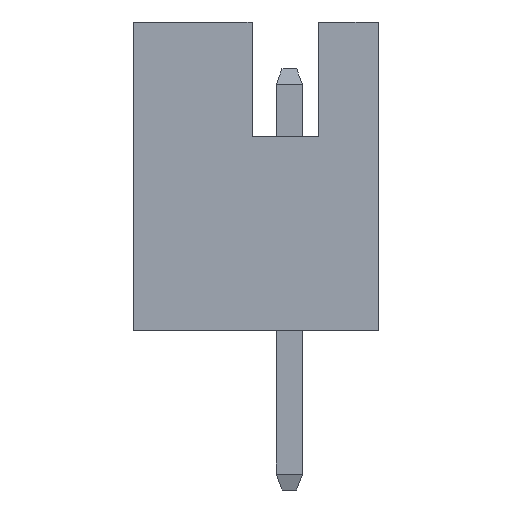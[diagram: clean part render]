
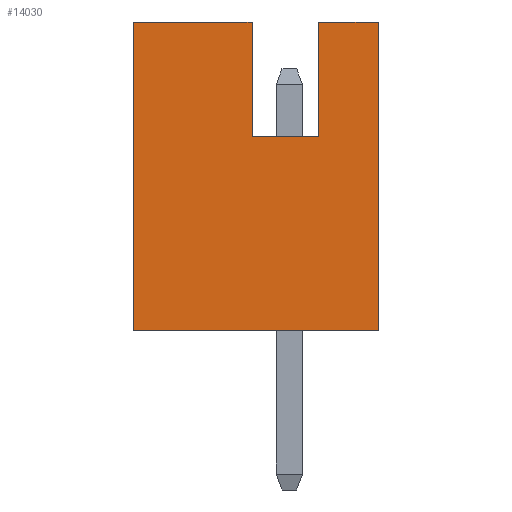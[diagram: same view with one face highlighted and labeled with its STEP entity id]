
A CAD part, left-side view. The second image highlights one B-rep face of the part: STEP entity #14030.
In plain terms, the highlighted planar face has unit normal (-1, 0, 0).
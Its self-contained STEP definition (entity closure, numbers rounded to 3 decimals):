
#837=ORIENTED_EDGE('',*,*,#3607,.T.);
#838=ORIENTED_EDGE('',*,*,#3608,.T.);
#839=ORIENTED_EDGE('',*,*,#3609,.T.);
#840=ORIENTED_EDGE('',*,*,#3436,.T.);
#841=ORIENTED_EDGE('',*,*,#3345,.F.);
#842=ORIENTED_EDGE('',*,*,#3256,.F.);
#843=ORIENTED_EDGE('',*,*,#3240,.T.);
#844=ORIENTED_EDGE('',*,*,#3610,.T.);
#3240=EDGE_CURVE('',#4682,#4681,#5580,.T.);
#3256=EDGE_CURVE('',#4682,#4694,#5596,.T.);
#3345=EDGE_CURVE('',#4694,#4779,#5685,.T.);
#3436=EDGE_CURVE('',#4804,#4779,#5776,.T.);
#3607=EDGE_CURVE('',#4975,#4976,#5947,.T.);
#3608=EDGE_CURVE('',#4976,#4977,#5948,.T.);
#3609=EDGE_CURVE('',#4977,#4804,#5949,.T.);
#3610=EDGE_CURVE('',#4681,#4975,#5950,.T.);
#4681=VERTEX_POINT('',#17492);
#4682=VERTEX_POINT('',#17494);
#4694=VERTEX_POINT('',#17525);
#4779=VERTEX_POINT('',#17703);
#4804=VERTEX_POINT('',#17763);
#4975=VERTEX_POINT('',#18211);
#4976=VERTEX_POINT('',#18212);
#4977=VERTEX_POINT('',#18214);
#5580=LINE('',#17493,#6758);
#5596=LINE('',#17524,#6774);
#5685=LINE('',#17702,#6863);
#5776=LINE('',#17882,#6954);
#5947=LINE('',#18210,#7125);
#5948=LINE('',#18213,#7126);
#5949=LINE('',#18215,#7127);
#5950=LINE('',#18216,#7128);
#6758=VECTOR('',#15180,1000.);
#6774=VECTOR('',#15202,1000.);
#6863=VECTOR('',#15299,1000.);
#6954=VECTOR('',#15400,1000.);
#7125=VECTOR('',#15661,1000.);
#7126=VECTOR('',#15662,1000.);
#7127=VECTOR('',#15663,1000.);
#7128=VECTOR('',#15664,1000.);
#7984=EDGE_LOOP('',(#837,#838,#839,#840,#841,#842,#843,#844));
#8618=FACE_BOUND('',#7984,.T.);
#9252=PLANE('',#14657);
#14030=ADVANCED_FACE('',(#8618),#9252,.T.);
#14657=AXIS2_PLACEMENT_3D('',#18209,#15659,#15660);
#15180=DIRECTION('',(0.,1.,0.));
#15202=DIRECTION('',(0.,0.,-1.));
#15299=DIRECTION('',(0.,1.,0.));
#15400=DIRECTION('',(0.,0.,-1.));
#15659=DIRECTION('',(-1.,0.,0.));
#15660=DIRECTION('',(0.,0.,1.));
#15661=DIRECTION('',(0.,1.,0.));
#15662=DIRECTION('',(0.,0.,1.));
#15663=DIRECTION('',(0.,1.,0.));
#15664=DIRECTION('',(0.,0.,-1.));
#17492=CARTESIAN_POINT('',(-16.93,-0.557,5.893));
#17493=CARTESIAN_POINT('',(-16.93,-1.7,5.893));
#17494=CARTESIAN_POINT('',(-16.93,-1.7,5.893));
#17524=CARTESIAN_POINT('',(-16.93,-1.7,1.88));
#17525=CARTESIAN_POINT('',(-16.93,-1.7,0.));
#17702=CARTESIAN_POINT('',(-16.93,-1.7,0.));
#17703=CARTESIAN_POINT('',(-16.93,2.974,0.));
#17763=CARTESIAN_POINT('',(-16.93,2.974,5.893));
#17882=CARTESIAN_POINT('',(-16.93,2.974,1.88));
#18209=CARTESIAN_POINT('',(-16.93,-1.7,1.88));
#18210=CARTESIAN_POINT('',(-16.93,-0.557,3.708));
#18211=CARTESIAN_POINT('',(-16.93,-0.557,3.708));
#18212=CARTESIAN_POINT('',(-16.93,0.713,3.708));
#18213=CARTESIAN_POINT('',(-16.93,0.713,3.708));
#18214=CARTESIAN_POINT('',(-16.93,0.713,5.893));
#18215=CARTESIAN_POINT('',(-16.93,-1.7,5.893));
#18216=CARTESIAN_POINT('',(-16.93,-0.557,5.893));
